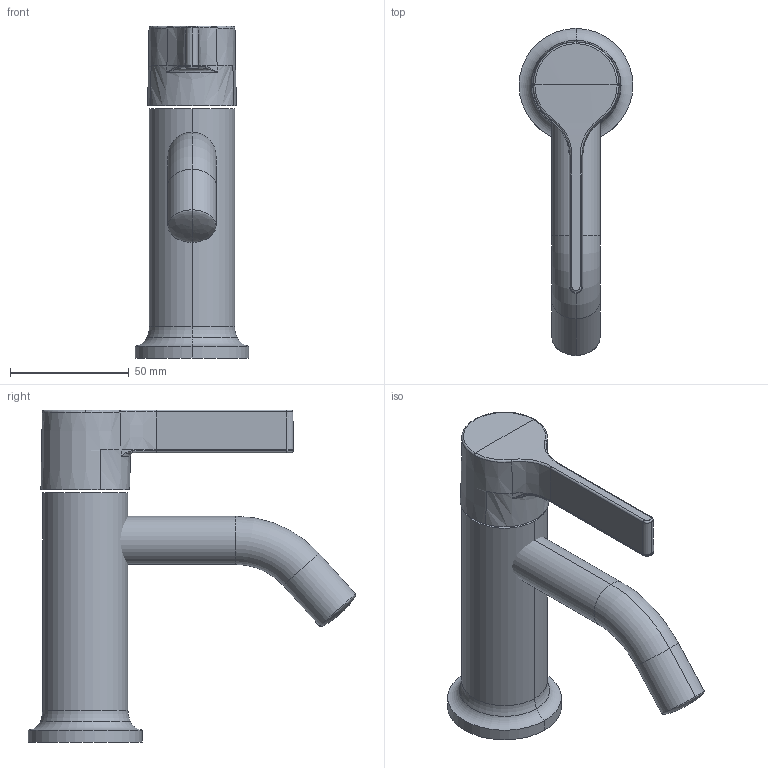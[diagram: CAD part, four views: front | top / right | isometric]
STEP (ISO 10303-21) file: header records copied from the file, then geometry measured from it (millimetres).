
FILE_DESCRIPTION (( 'STEP AP214' ), '1' );
FILE_NAME ('33505809.STEP', '2022-05-20T08:55:48', ( '' ), ( '' ), 'SwSTEP 2.0', 'SolidWorks 2020', '' );
FILE_SCHEMA (( 'AUTOMOTIVE_DESIGN' ));
Length unit declared in the file: millimetre
Products named in the file (4): Planungsmodell_Auslauf-+-09.11.06.215.90-1; Planungsmodell_Koerper-+-09.19.80.035.90-1; 33505809; Planungsmodell_Hebel-+-09.20.80.020-01_K1
Assembly tree (3 placements, depth 2):
  33505809
    Planungsmodell_Koerper-+-09.19.80.035.90-1
    Planungsmodell_Auslauf-+-09.11.06.215.90-1
    Planungsmodell_Hebel-+-09.20.80.020-01_K1
Bounding box: 48 x 138 x 139.97 mm (x, y, z)
Volume: 194046.9 mm3; surface area: 32598.5 mm2
Topology: 3 solids, 3 shells, 60 faces, 135 edges, 77 vertices
Faces by surface type: bspline 15, cylinder 14, torus 13, cone 10, plane 7, sphere 1
Entity records: 3362 total; most frequent: CARTESIAN_POINT 1994, ORIENTED_EDGE 262, DIRECTION 254, EDGE_CURVE 131, AXIS2_PLACEMENT_3D 111, VERTEX_POINT 77, FACE_OUTER_BOUND 60, CIRCLE 60
